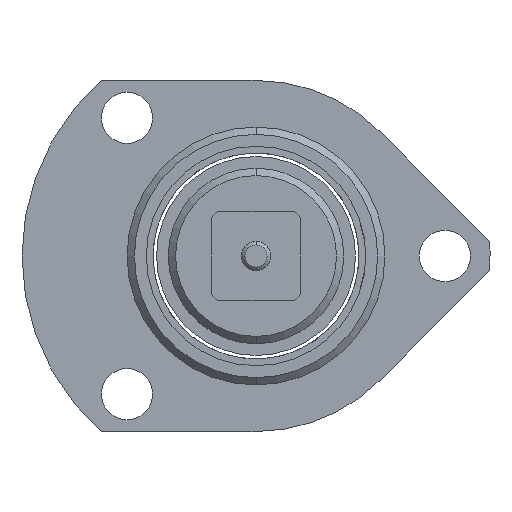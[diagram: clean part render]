
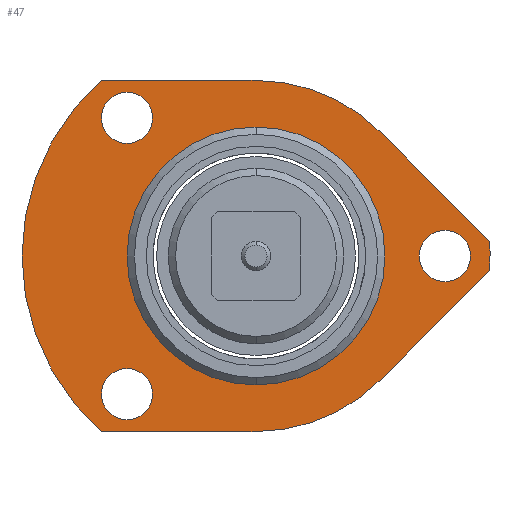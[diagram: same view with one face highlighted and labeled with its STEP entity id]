
A CAD part, left-side view. The second image highlights one B-rep face of the part: STEP entity #47.
In plain terms, the highlighted planar face has unit normal (-1, 0, 0).
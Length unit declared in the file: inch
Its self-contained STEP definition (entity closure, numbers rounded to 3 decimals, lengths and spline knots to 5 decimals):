
#47 = ADVANCED_FACE ( 'NONE', ( #1420, #324, #2863, #2792, #562 ), #2708, .F. ) ;
#169 = EDGE_CURVE ( 'NONE', #5289, #5277, #2881, .T. ) ;
#224 = CARTESIAN_POINT ( 'NONE',  ( 0., 0., 0. ) ) ;
#244 = DIRECTION ( 'NONE',  ( 0., 0., -1. ) ) ;
#316 = ORIENTED_EDGE ( 'NONE', *, *, #4308, .F. ) ;
#324 = FACE_OUTER_BOUND ( 'NONE', #2592, .T. ) ;
#353 = VERTEX_POINT ( 'NONE', #1272 ) ;
#355 = VERTEX_POINT ( 'NONE', #3424 ) ;
#429 = DIRECTION ( 'NONE',  ( -1., 0., 0. ) ) ;
#453 = DIRECTION ( 'NONE',  ( 0., -0.707, 0.707 ) ) ;
#457 = CIRCLE ( 'NONE', #3795, 0.551 ) ;
#464 = EDGE_CURVE ( 'NONE', #353, #867, #2510, .T. ) ;
#500 = CARTESIAN_POINT ( 'NONE',  ( 0., -0.80709, 0.10937 ) ) ;
#523 = DIRECTION ( 'NONE',  ( 0., 0., 1. ) ) ;
#562 = FACE_BOUND ( 'NONE', #5042, .T. ) ;
#648 = EDGE_CURVE ( 'NONE', #1199, #1644, #1618, .T. ) ;
#719 = CARTESIAN_POINT ( 'NONE',  ( 0., 0., 0. ) ) ;
#753 = DIRECTION ( 'NONE',  ( 0., 0., -1. ) ) ;
#773 = LINE ( 'NONE', #1356, #2329 ) ;
#791 = CARTESIAN_POINT ( 'NONE',  ( 0., 0., -0.551 ) ) ;
#808 = CIRCLE ( 'NONE', #4905, 1. ) ;
#845 = DIRECTION ( 'NONE',  ( -1., 0., 0. ) ) ;
#867 = VERTEX_POINT ( 'NONE', #2229 ) ;
#972 = DIRECTION ( 'NONE',  ( 0., 0., -1. ) ) ;
#988 = CARTESIAN_POINT ( 'NONE',  ( 0., 0.66144, -0.75 ) ) ;
#1061 = CARTESIAN_POINT ( 'NONE',  ( 0., 0.55118, -0.69993 ) ) ;
#1088 = ORIENTED_EDGE ( 'NONE', *, *, #4519, .F. ) ;
#1092 = CARTESIAN_POINT ( 'NONE',  ( 0., 0.55118, -0.59055 ) ) ;
#1161 = CARTESIAN_POINT ( 'NONE',  ( 0., 0., 0.551 ) ) ;
#1183 = VECTOR ( 'NONE', #3150, 39.37008 ) ;
#1199 = VERTEX_POINT ( 'NONE', #1161 ) ;
#1214 = DIRECTION ( 'NONE',  ( 0., 0.707, 0.707 ) ) ;
#1232 = EDGE_CURVE ( 'NONE', #355, #2476, #1491, .T. ) ;
#1272 = CARTESIAN_POINT ( 'NONE',  ( 0., 0., 0.75 ) ) ;
#1356 = CARTESIAN_POINT ( 'NONE',  ( 0., -0.99804, 0.06262 ) ) ;
#1420 = FACE_BOUND ( 'NONE', #4385, .T. ) ;
#1458 = CARTESIAN_POINT ( 'NONE',  ( 0., -0.99804, 0.06262 ) ) ;
#1491 = CIRCLE ( 'NONE', #3919, 0.10937 ) ;
#1520 = DIRECTION ( 'NONE',  ( -1., 0., 0. ) ) ;
#1537 = DIRECTION ( 'NONE',  ( 0., 0., -1. ) ) ;
#1612 = VECTOR ( 'NONE', #5439, 39.37008 ) ;
#1615 = CARTESIAN_POINT ( 'NONE',  ( 0., 0.55118, 0.69993 ) ) ;
#1618 = CIRCLE ( 'NONE', #4627, 0.551 ) ;
#1626 = DIRECTION ( 'NONE',  ( 1., 0., 0. ) ) ;
#1635 = DIRECTION ( 'NONE',  ( 1., 0., 0. ) ) ;
#1638 = CARTESIAN_POINT ( 'NONE',  ( 0., -0.99804, -0.06262 ) ) ;
#1644 = VERTEX_POINT ( 'NONE', #791 ) ;
#1645 = DIRECTION ( 'NONE',  ( 0., 0., 1. ) ) ;
#1674 = CARTESIAN_POINT ( 'NONE',  ( 0., -0.53033, -0.53033 ) ) ;
#1681 = ORIENTED_EDGE ( 'NONE', *, *, #2032, .F. ) ;
#1782 = LINE ( 'NONE', #5118, #3422 ) ;
#1811 = ORIENTED_EDGE ( 'NONE', *, *, #464, .T. ) ;
#1833 = DIRECTION ( 'NONE',  ( 0., 0., 1. ) ) ;
#1852 = CARTESIAN_POINT ( 'NONE',  ( 0., 0., 0. ) ) ;
#1912 = AXIS2_PLACEMENT_3D ( 'NONE', #2244, #4975, #5889 ) ;
#1921 = DIRECTION ( 'NONE',  ( 0., 0., 1. ) ) ;
#1930 = CARTESIAN_POINT ( 'NONE',  ( 0., 0., 0.75 ) ) ;
#1981 = ORIENTED_EDGE ( 'NONE', *, *, #4693, .T. ) ;
#2032 = EDGE_CURVE ( 'NONE', #3008, #4934, #808, .T. ) ;
#2065 = CIRCLE ( 'NONE', #4321, 0.75 ) ;
#2225 = CARTESIAN_POINT ( 'NONE',  ( 0., -0.53033, 0.53033 ) ) ;
#2229 = CARTESIAN_POINT ( 'NONE',  ( 0., 0.66144, 0.75 ) ) ;
#2244 = CARTESIAN_POINT ( 'NONE',  ( 0., 0., 0. ) ) ;
#2284 = ORIENTED_EDGE ( 'NONE', *, *, #5053, .T. ) ;
#2329 = VECTOR ( 'NONE', #1214, 39.37008 ) ;
#2352 = CIRCLE ( 'NONE', #4391, 0.10937 ) ;
#2383 = CARTESIAN_POINT ( 'NONE',  ( 0., 0.55118, 0.59055 ) ) ;
#2419 = ORIENTED_EDGE ( 'NONE', *, *, #1232, .F. ) ;
#2438 = AXIS2_PLACEMENT_3D ( 'NONE', #2567, #4753, #1645 ) ;
#2476 = VERTEX_POINT ( 'NONE', #1615 ) ;
#2510 = LINE ( 'NONE', #1930, #1612 ) ;
#2563 = LINE ( 'NONE', #3691, #1183 ) ;
#2567 = CARTESIAN_POINT ( 'NONE',  ( 0., 0.55118, -0.59055 ) ) ;
#2592 = EDGE_LOOP ( 'NONE', ( #1811, #3319, #3405, #5105, #1981, #1681, #2284, #5570 ) ) ;
#2628 = ORIENTED_EDGE ( 'NONE', *, *, #5648, .F. ) ;
#2708 = PLANE ( 'NONE',  #5034 ) ;
#2792 = FACE_BOUND ( 'NONE', #5498, .T. ) ;
#2811 = CARTESIAN_POINT ( 'NONE',  ( 0., 0., 0. ) ) ;
#2845 = DIRECTION ( 'NONE',  ( -1., 0., 0. ) ) ;
#2860 = DIRECTION ( 'NONE',  ( 0., 0., 1. ) ) ;
#2863 = FACE_BOUND ( 'NONE', #3943, .T. ) ;
#2881 = CIRCLE ( 'NONE', #1912, 0.75 ) ;
#2943 = CIRCLE ( 'NONE', #5181, 0.10937 ) ;
#3008 = VERTEX_POINT ( 'NONE', #1458 ) ;
#3036 = DIRECTION ( 'NONE',  ( -1., 0., 0. ) ) ;
#3134 = CARTESIAN_POINT ( 'NONE',  ( 0., 0., 0. ) ) ;
#3142 = ORIENTED_EDGE ( 'NONE', *, *, #648, .T. ) ;
#3150 = DIRECTION ( 'NONE',  ( 0., -1., 0. ) ) ;
#3162 = CARTESIAN_POINT ( 'NONE',  ( 0., 0., -0.75 ) ) ;
#3257 = CIRCLE ( 'NONE', #4085, 0.10937 ) ;
#3319 = ORIENTED_EDGE ( 'NONE', *, *, #5700, .F. ) ;
#3369 = DIRECTION ( 'NONE',  ( 1., 0., 0. ) ) ;
#3405 = ORIENTED_EDGE ( 'NONE', *, *, #4845, .T. ) ;
#3422 = VECTOR ( 'NONE', #453, 39.37008 ) ;
#3424 = CARTESIAN_POINT ( 'NONE',  ( 0., 0.55118, 0.48118 ) ) ;
#3508 = VERTEX_POINT ( 'NONE', #1061 ) ;
#3534 = ORIENTED_EDGE ( 'NONE', *, *, #5585, .F. ) ;
#3630 = VERTEX_POINT ( 'NONE', #4714 ) ;
#3691 = CARTESIAN_POINT ( 'NONE',  ( 0., 0., -0.75 ) ) ;
#3742 = DIRECTION ( 'NONE',  ( -1., 0., 0. ) ) ;
#3782 = ORIENTED_EDGE ( 'NONE', *, *, #5567, .T. ) ;
#3795 = AXIS2_PLACEMENT_3D ( 'NONE', #3134, #1626, #4415 ) ;
#3902 = VERTEX_POINT ( 'NONE', #988 ) ;
#3919 = AXIS2_PLACEMENT_3D ( 'NONE', #2383, #2845, #1921 ) ;
#3943 = EDGE_LOOP ( 'NONE', ( #316, #3534 ) ) ;
#3950 = DIRECTION ( 'NONE',  ( 0., 0., 1. ) ) ;
#3955 = EDGE_CURVE ( 'NONE', #3630, #3508, #4503, .T. ) ;
#4073 = CARTESIAN_POINT ( 'NONE',  ( 0., -0.80709, 0. ) ) ;
#4085 = AXIS2_PLACEMENT_3D ( 'NONE', #4073, #3742, #1833 ) ;
#4205 = DIRECTION ( 'NONE',  ( 1., 0., 0. ) ) ;
#4308 = EDGE_CURVE ( 'NONE', #5003, #5046, #2943, .T. ) ;
#4321 = AXIS2_PLACEMENT_3D ( 'NONE', #4498, #845, #4631 ) ;
#4385 = EDGE_LOOP ( 'NONE', ( #3782, #3142 ) ) ;
#4391 = AXIS2_PLACEMENT_3D ( 'NONE', #1092, #3036, #3950 ) ;
#4415 = DIRECTION ( 'NONE',  ( 0., 0., -1. ) ) ;
#4425 = EDGE_CURVE ( 'NONE', #4432, #353, #2065, .T. ) ;
#4432 = VERTEX_POINT ( 'NONE', #2225 ) ;
#4448 = CARTESIAN_POINT ( 'NONE',  ( 0., -0.80709, -0.10937 ) ) ;
#4498 = CARTESIAN_POINT ( 'NONE',  ( 0., 0., 0. ) ) ;
#4503 = CIRCLE ( 'NONE', #2438, 0.10937 ) ;
#4519 = EDGE_CURVE ( 'NONE', #2476, #355, #4833, .T. ) ;
#4627 = AXIS2_PLACEMENT_3D ( 'NONE', #1852, #1635, #1537 ) ;
#4631 = DIRECTION ( 'NONE',  ( 0., 0., 1. ) ) ;
#4693 = EDGE_CURVE ( 'NONE', #5277, #4934, #1782, .T. ) ;
#4714 = CARTESIAN_POINT ( 'NONE',  ( 0., 0.55118, -0.48118 ) ) ;
#4738 = CIRCLE ( 'NONE', #5366, 1. ) ;
#4753 = DIRECTION ( 'NONE',  ( -1., 0., 0. ) ) ;
#4833 = CIRCLE ( 'NONE', #5624, 0.10937 ) ;
#4845 = EDGE_CURVE ( 'NONE', #3902, #5289, #2563, .T. ) ;
#4905 = AXIS2_PLACEMENT_3D ( 'NONE', #2811, #4205, #972 ) ;
#4915 = CARTESIAN_POINT ( 'NONE',  ( 0., -0.80709, 0. ) ) ;
#4934 = VERTEX_POINT ( 'NONE', #1638 ) ;
#4975 = DIRECTION ( 'NONE',  ( -1., 0., 0. ) ) ;
#5003 = VERTEX_POINT ( 'NONE', #500 ) ;
#5034 = AXIS2_PLACEMENT_3D ( 'NONE', #719, #3369, #244 ) ;
#5042 = EDGE_LOOP ( 'NONE', ( #5931, #2628 ) ) ;
#5046 = VERTEX_POINT ( 'NONE', #4448 ) ;
#5053 = EDGE_CURVE ( 'NONE', #3008, #4432, #773, .T. ) ;
#5105 = ORIENTED_EDGE ( 'NONE', *, *, #169, .T. ) ;
#5118 = CARTESIAN_POINT ( 'NONE',  ( 0., -0.99804, -0.06262 ) ) ;
#5181 = AXIS2_PLACEMENT_3D ( 'NONE', #4915, #1520, #2860 ) ;
#5277 = VERTEX_POINT ( 'NONE', #1674 ) ;
#5289 = VERTEX_POINT ( 'NONE', #3162 ) ;
#5366 = AXIS2_PLACEMENT_3D ( 'NONE', #224, #5899, #753 ) ;
#5439 = DIRECTION ( 'NONE',  ( 0., 1., 0. ) ) ;
#5498 = EDGE_LOOP ( 'NONE', ( #1088, #2419 ) ) ;
#5535 = CARTESIAN_POINT ( 'NONE',  ( 0., 0.55118, 0.59055 ) ) ;
#5567 = EDGE_CURVE ( 'NONE', #1644, #1199, #457, .T. ) ;
#5570 = ORIENTED_EDGE ( 'NONE', *, *, #4425, .T. ) ;
#5585 = EDGE_CURVE ( 'NONE', #5046, #5003, #3257, .T. ) ;
#5624 = AXIS2_PLACEMENT_3D ( 'NONE', #5535, #429, #523 ) ;
#5648 = EDGE_CURVE ( 'NONE', #3508, #3630, #2352, .T. ) ;
#5700 = EDGE_CURVE ( 'NONE', #3902, #867, #4738, .T. ) ;
#5889 = DIRECTION ( 'NONE',  ( 0., 0., 1. ) ) ;
#5899 = DIRECTION ( 'NONE',  ( 1., 0., 0. ) ) ;
#5931 = ORIENTED_EDGE ( 'NONE', *, *, #3955, .F. ) ;
